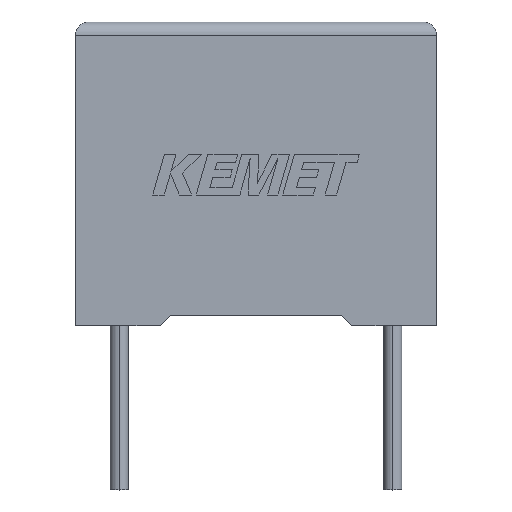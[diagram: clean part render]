
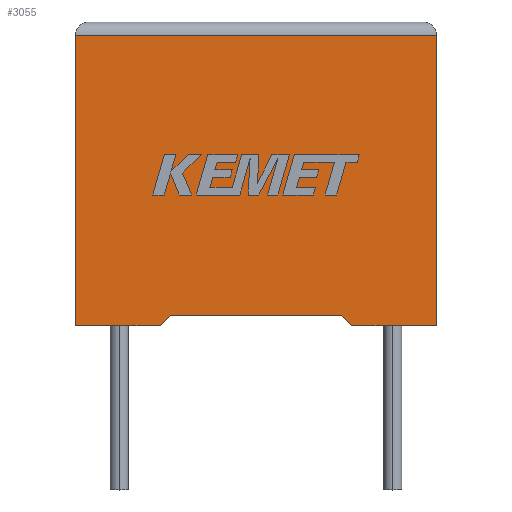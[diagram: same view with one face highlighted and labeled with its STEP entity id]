
A CAD part, top view. The second image highlights one B-rep face of the part: STEP entity #3055.
In plain terms, the highlighted planar face has unit normal (0, 0, 1).
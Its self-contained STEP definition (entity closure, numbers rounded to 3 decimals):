
#54 = FACE_OUTER_BOUND ( 'NONE', #1888, .T. ) ;
#85 = VECTOR ( 'NONE', #398, 1000. ) ;
#163 = VERTEX_POINT ( 'NONE', #1680 ) ;
#185 = EDGE_CURVE ( 'NONE', #2598, #2985, #2439, .T. ) ;
#238 = DIRECTION ( 'NONE',  ( 1., 0., 0. ) ) ;
#363 = DIRECTION ( 'NONE',  ( -1., 0., 0. ) ) ;
#398 = DIRECTION ( 'NONE',  ( 0.692, -0.722, 0. ) ) ;
#477 = LINE ( 'NONE', #1659, #1653 ) ;
#485 = DIRECTION ( 'NONE',  ( 0., 1., 0. ) ) ;
#508 = CARTESIAN_POINT ( 'NONE',  ( 0., 10.6, 5.2 ) ) ;
#593 = CARTESIAN_POINT ( 'NONE',  ( 10.1, 0., 5.2 ) ) ;
#647 = ORIENTED_EDGE ( 'NONE', *, *, #2675, .T. ) ;
#719 = EDGE_CURVE ( 'NONE', #1164, #2598, #2333, .T. ) ;
#771 = EDGE_CURVE ( 'NONE', #2284, #2023, #930, .T. ) ;
#845 = VECTOR ( 'NONE', #2285, 1000. ) ;
#895 = CARTESIAN_POINT ( 'NONE',  ( 13.2, 0., 5.2 ) ) ;
#920 = EDGE_CURVE ( 'NONE', #2223, #1164, #2234, .T. ) ;
#930 = LINE ( 'NONE', #2348, #1844 ) ;
#968 = CARTESIAN_POINT ( 'NONE',  ( 3.1, 0., 5.2 ) ) ;
#1016 = AXIS2_PLACEMENT_3D ( 'NONE', #2237, #2472, #2196 ) ;
#1100 = CARTESIAN_POINT ( 'NONE',  ( 0., 0., 5.2 ) ) ;
#1158 = CARTESIAN_POINT ( 'NONE',  ( 13.2, 10.6, 5.2 ) ) ;
#1164 = VERTEX_POINT ( 'NONE', #1754 ) ;
#1189 = EDGE_CURVE ( 'NONE', #2335, #163, #1570, .T. ) ;
#1220 = EDGE_CURVE ( 'NONE', #163, #2023, #477, .T. ) ;
#1288 = PLANE ( 'NONE',  #1016 ) ;
#1335 = ORIENTED_EDGE ( 'NONE', *, *, #1220, .F. ) ;
#1351 = ORIENTED_EDGE ( 'NONE', *, *, #719, .T. ) ;
#1376 = LINE ( 'NONE', #2325, #1658 ) ;
#1443 = DIRECTION ( 'NONE',  ( -1., 0., 0. ) ) ;
#1496 = VECTOR ( 'NONE', #485, 1000. ) ;
#1539 = ORIENTED_EDGE ( 'NONE', *, *, #920, .T. ) ;
#1570 = LINE ( 'NONE', #2498, #2987 ) ;
#1653 = VECTOR ( 'NONE', #2775, 1000. ) ;
#1658 = VECTOR ( 'NONE', #2089, 1000. ) ;
#1659 = CARTESIAN_POINT ( 'NONE',  ( 3.1, 0., 5.2 ) ) ;
#1680 = CARTESIAN_POINT ( 'NONE',  ( 3.467, 0.383, 5.2 ) ) ;
#1754 = CARTESIAN_POINT ( 'NONE',  ( 13.2, 0., 5.2 ) ) ;
#1826 = ORIENTED_EDGE ( 'NONE', *, *, #185, .T. ) ;
#1844 = VECTOR ( 'NONE', #238, 1000. ) ;
#1845 = CARTESIAN_POINT ( 'NONE',  ( 0., 0., 5.2 ) ) ;
#1888 = EDGE_LOOP ( 'NONE', ( #1351, #1826, #647, #2892, #1335, #2274, #2723, #1539 ) ) ;
#2023 = VERTEX_POINT ( 'NONE', #968 ) ;
#2029 = LINE ( 'NONE', #593, #85 ) ;
#2063 = CARTESIAN_POINT ( 'NONE',  ( 10.1, 0., 5.2 ) ) ;
#2089 = DIRECTION ( 'NONE',  ( 0., -1., 0. ) ) ;
#2123 = EDGE_CURVE ( 'NONE', #2335, #2223, #2029, .T. ) ;
#2196 = DIRECTION ( 'NONE',  ( -1., 0., 0. ) ) ;
#2223 = VERTEX_POINT ( 'NONE', #2063 ) ;
#2234 = LINE ( 'NONE', #1100, #845 ) ;
#2237 = CARTESIAN_POINT ( 'NONE',  ( 0., 0., 5.2 ) ) ;
#2274 = ORIENTED_EDGE ( 'NONE', *, *, #1189, .F. ) ;
#2284 = VERTEX_POINT ( 'NONE', #1845 ) ;
#2285 = DIRECTION ( 'NONE',  ( 1., 0., 0. ) ) ;
#2325 = CARTESIAN_POINT ( 'NONE',  ( 0., 0., 5.2 ) ) ;
#2328 = CARTESIAN_POINT ( 'NONE',  ( 9.733, 0.383, 5.2 ) ) ;
#2333 = LINE ( 'NONE', #895, #1496 ) ;
#2335 = VERTEX_POINT ( 'NONE', #2328 ) ;
#2348 = CARTESIAN_POINT ( 'NONE',  ( 0., 0., 5.2 ) ) ;
#2439 = LINE ( 'NONE', #508, #2840 ) ;
#2472 = DIRECTION ( 'NONE',  ( 0., 0., -1. ) ) ;
#2498 = CARTESIAN_POINT ( 'NONE',  ( 6.6, 0.383, 5.2 ) ) ;
#2598 = VERTEX_POINT ( 'NONE', #1158 ) ;
#2675 = EDGE_CURVE ( 'NONE', #2985, #2284, #1376, .T. ) ;
#2723 = ORIENTED_EDGE ( 'NONE', *, *, #2123, .T. ) ;
#2775 = DIRECTION ( 'NONE',  ( -0.692, -0.722, 0. ) ) ;
#2840 = VECTOR ( 'NONE', #1443, 1000. ) ;
#2882 = CARTESIAN_POINT ( 'NONE',  ( 0., 10.6, 5.2 ) ) ;
#2892 = ORIENTED_EDGE ( 'NONE', *, *, #771, .T. ) ;
#2985 = VERTEX_POINT ( 'NONE', #2882 ) ;
#2987 = VECTOR ( 'NONE', #363, 1000. ) ;
#3055 = ADVANCED_FACE ( 'NONE', ( #54 ), #1288, .F. ) ;
